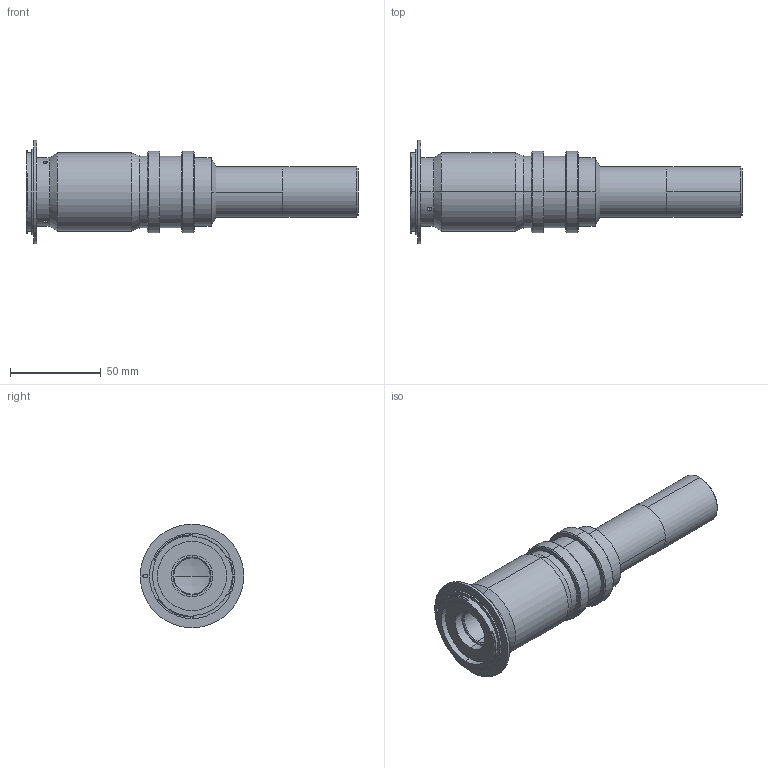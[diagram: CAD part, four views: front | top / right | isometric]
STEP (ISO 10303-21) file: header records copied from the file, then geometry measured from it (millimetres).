
FILE_DESCRIPTION (( 'STEP AP214' ), '1' );
FILE_NAME ('4M04_F.STEP', '2013-05-10T14:09:54', ( 'Work' ), ( '' ), 'SwSTEP 2.0', 'SolidWorks 2013', '' );
FILE_SCHEMA (( 'AUTOMOTIVE_DESIGN' ));
Length unit declared in the file: millimetre
Products named in the file (1): 4M04_F
Bounding box: 182.69 x 56.9 x 56.9 mm (x, y, z)
Surface area: 36478.6 mm2 (no closed solid volume)
Topology: 0 solids, 9 shells, 121 faces, 318 edges, 211 vertices
Faces by surface type: cylinder 63, plane 32, cone 24, sphere 2
Entity records: 5529 total; most frequent: CARTESIAN_POINT 1129, DIRECTION 691, ORIENTED_EDGE 554, EDGE_CURVE 318, AXIS2_PLACEMENT_3D 279, VERTEX_POINT 211, CIRCLE 157, EDGE_LOOP 144
